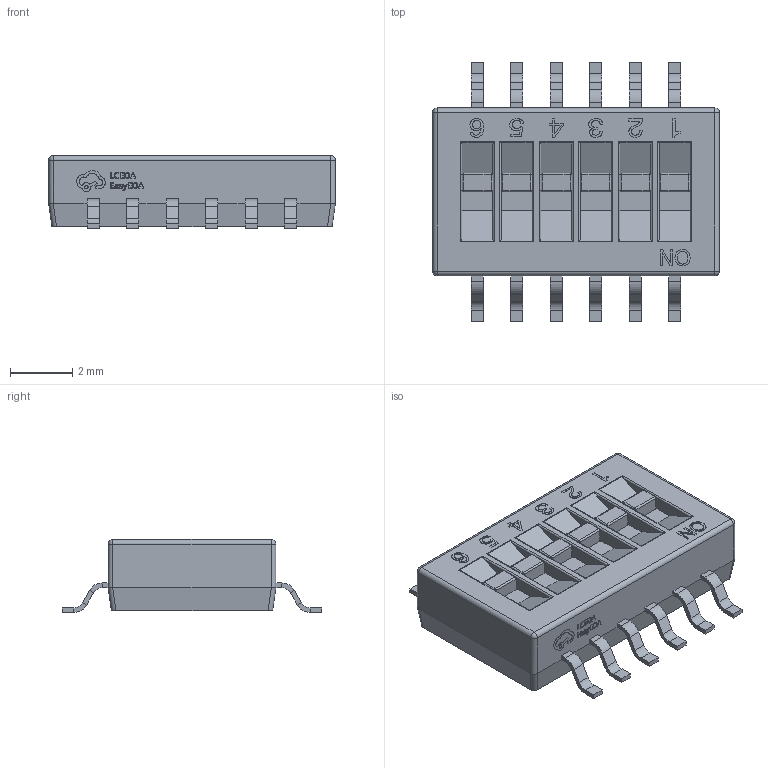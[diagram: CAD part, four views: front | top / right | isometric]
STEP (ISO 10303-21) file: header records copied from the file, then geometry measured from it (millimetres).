
FILE_DESCRIPTION (( 'STEP AP214' ), '1' );
FILE_NAME ('SW-SMD_12P-L9.2-W5.4-H2.3-LS8.4-P1.27.step', '2022-07-26T14:24:57', ( '' ), ( '' ), 'SwSTEP 2.0', 'SolidWorks 2020', '' );
FILE_SCHEMA (( 'AUTOMOTIVE_DESIGN' ));
Length unit declared in the file: millimetre
Products named in the file (1): SW-SMD_12P-L9.2-W5.4-H2.3-LS8.4-P1.27
Bounding box: 9.22 x 8.35 x 2.35 mm (x, y, z)
Volume: 110 mm3; surface area: 203.5 mm2
Topology: 14 solids, 14 shells, 881 faces, 2179 edges, 1322 vertices
Faces by surface type: plane 546, bspline 175, cylinder 132, sphere 28
Entity records: 38762 total; most frequent: CARTESIAN_POINT 10242, ORIENTED_EDGE 4302, DIRECTION 3351, EDGE_CURVE 2151, VECTOR 1529, LINE 1529, VERTEX_POINT 1322, EDGE_LOOP 917
